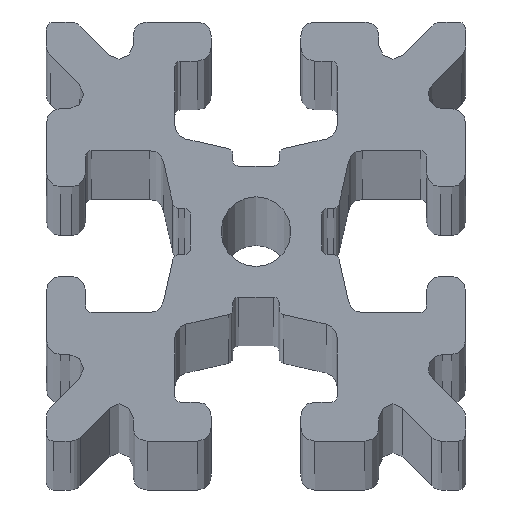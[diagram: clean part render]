
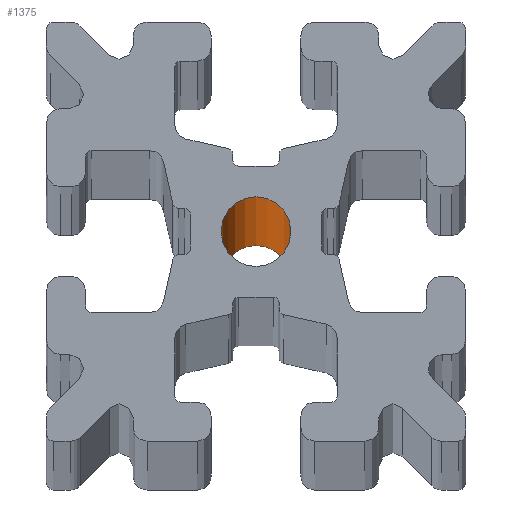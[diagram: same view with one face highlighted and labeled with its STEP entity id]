
A CAD part, top view. The second image highlights one B-rep face of the part: STEP entity #1375.
In plain terms, the highlighted cylindrical face has radius 1.25 mm (diameter 2.5 mm), a partial arc.
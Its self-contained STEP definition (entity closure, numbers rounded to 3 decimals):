
#53 = LINE ( 'NONE', #1814, #4352 ) ;
#158 = CARTESIAN_POINT ( 'NONE',  ( -1.25, 0., -500. ) ) ;
#275 = CARTESIAN_POINT ( 'NONE',  ( 1.25, 0., 500. ) ) ;
#344 = LINE ( 'NONE', #275, #936 ) ;
#367 = AXIS2_PLACEMENT_3D ( 'NONE', #1490, #1931, #2934 ) ;
#375 = CIRCLE ( 'NONE', #3017, 1.25 ) ;
#591 = CYLINDRICAL_SURFACE ( 'NONE', #2524, 1.25 ) ;
#777 = DIRECTION ( 'NONE',  ( 0., 0., 1. ) ) ;
#851 = CIRCLE ( 'NONE', #367, 1.25 ) ;
#936 = VECTOR ( 'NONE', #4029, 1000. ) ;
#1350 = ORIENTED_EDGE ( 'NONE', *, *, #4954, .F. ) ;
#1375 = ADVANCED_FACE ( 'NONE', ( #3917 ), #591, .F. ) ;
#1490 = CARTESIAN_POINT ( 'NONE',  ( 0., 0., 500. ) ) ;
#1791 = EDGE_CURVE ( 'NONE', #3143, #2402, #851, .T. ) ;
#1814 = CARTESIAN_POINT ( 'NONE',  ( -1.25, 0., 500. ) ) ;
#1931 = DIRECTION ( 'NONE',  ( 0., 0., 1. ) ) ;
#2022 = CARTESIAN_POINT ( 'NONE',  ( 1.25, 0., 500. ) ) ;
#2333 = DIRECTION ( 'NONE',  ( 0., 0., -1. ) ) ;
#2402 = VERTEX_POINT ( 'NONE', #2860 ) ;
#2517 = EDGE_CURVE ( 'NONE', #4848, #4275, #375, .T. ) ;
#2524 = AXIS2_PLACEMENT_3D ( 'NONE', #4158, #2333, #4111 ) ;
#2834 = EDGE_CURVE ( 'NONE', #2402, #4275, #53, .T. ) ;
#2860 = CARTESIAN_POINT ( 'NONE',  ( -1.25, 0., 500. ) ) ;
#2934 = DIRECTION ( 'NONE',  ( 1., 0., 0. ) ) ;
#2977 = ORIENTED_EDGE ( 'NONE', *, *, #2834, .T. ) ;
#3017 = AXIS2_PLACEMENT_3D ( 'NONE', #3260, #777, #3701 ) ;
#3143 = VERTEX_POINT ( 'NONE', #2022 ) ;
#3260 = CARTESIAN_POINT ( 'NONE',  ( 0., 0., -500. ) ) ;
#3467 = DIRECTION ( 'NONE',  ( 0., 0., -1. ) ) ;
#3584 = EDGE_LOOP ( 'NONE', ( #1350, #3761, #2977, #5199 ) ) ;
#3701 = DIRECTION ( 'NONE',  ( 1., 0., 0. ) ) ;
#3761 = ORIENTED_EDGE ( 'NONE', *, *, #1791, .T. ) ;
#3917 = FACE_OUTER_BOUND ( 'NONE', #3584, .T. ) ;
#4029 = DIRECTION ( 'NONE',  ( 0., 0., -1. ) ) ;
#4111 = DIRECTION ( 'NONE',  ( -1., 0., 0. ) ) ;
#4158 = CARTESIAN_POINT ( 'NONE',  ( 0., 0., 500. ) ) ;
#4275 = VERTEX_POINT ( 'NONE', #158 ) ;
#4352 = VECTOR ( 'NONE', #3467, 1000. ) ;
#4778 = CARTESIAN_POINT ( 'NONE',  ( 1.25, 0., -500. ) ) ;
#4848 = VERTEX_POINT ( 'NONE', #4778 ) ;
#4954 = EDGE_CURVE ( 'NONE', #3143, #4848, #344, .T. ) ;
#5199 = ORIENTED_EDGE ( 'NONE', *, *, #2517, .F. ) ;
